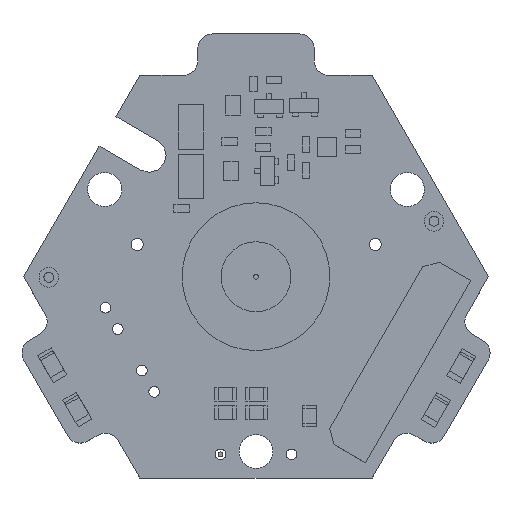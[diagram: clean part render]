
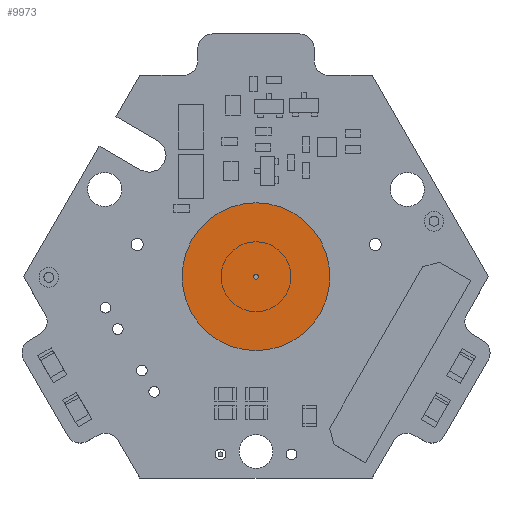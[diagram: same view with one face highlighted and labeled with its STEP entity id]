
A CAD part, top view. The second image highlights one B-rep face of the part: STEP entity #9973.
In plain terms, the highlighted planar face has unit normal (0, 0, 1).
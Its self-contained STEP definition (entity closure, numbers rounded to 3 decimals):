
#9843 = CYLINDRICAL_SURFACE('',#9844,7.62);
#9844 = AXIS2_PLACEMENT_3D('',#9845,#9846,#9847);
#9845 = CARTESIAN_POINT('',(0.,0.,0.));
#9846 = DIRECTION('',(0.,0.,-1.));
#9847 = DIRECTION('',(1.,0.,0.));
#9894 = VERTEX_POINT('',#9895);
#9895 = CARTESIAN_POINT('',(7.62,0.,0.));
#9916 = EDGE_CURVE('',#9894,#9894,#9917,.T.);
#9917 = SURFACE_CURVE('',#9918,(#9923,#9952),.PCURVE_S1.);
#9918 = CIRCLE('',#9919,7.62);
#9919 = AXIS2_PLACEMENT_3D('',#9920,#9921,#9922);
#9920 = CARTESIAN_POINT('',(0.,0.,0.));
#9921 = DIRECTION('',(0.,0.,1.));
#9922 = DIRECTION('',(1.,0.,0.));
#9923 = PCURVE('',#9843,#9924);
#9924 = DEFINITIONAL_REPRESENTATION('',(#9925),#9951);
#9925 = B_SPLINE_CURVE_WITH_KNOTS('',3,(#9926,#9927,#9928,#9929,#9930,
    #9931,#9932,#9933,#9934,#9935,#9936,#9937,#9938,#9939,#9940,#9941,
    #9942,#9943,#9944,#9945,#9946,#9947,#9948,#9949,#9950),
  .UNSPECIFIED.,.F.,.F.,(4,1,1,1,1,1,1,1,1,1,1,1,1,1,1,1,1,1,1,1,1,1,4),
  (0.,0.286,0.571,0.857,1.142,
    1.428,1.714,1.999,2.285,
    2.57,2.856,3.142,3.427,
    3.713,3.998,4.284,4.57,
    4.855,5.141,5.426,5.712,
    5.998,6.283),.QUASI_UNIFORM_KNOTS.);
#9926 = CARTESIAN_POINT('',(6.283,0.));
#9927 = CARTESIAN_POINT('',(6.188,0.));
#9928 = CARTESIAN_POINT('',(5.998,0.));
#9929 = CARTESIAN_POINT('',(5.712,0.));
#9930 = CARTESIAN_POINT('',(5.426,0.));
#9931 = CARTESIAN_POINT('',(5.141,0.));
#9932 = CARTESIAN_POINT('',(4.855,0.));
#9933 = CARTESIAN_POINT('',(4.57,0.));
#9934 = CARTESIAN_POINT('',(4.284,0.));
#9935 = CARTESIAN_POINT('',(3.998,0.));
#9936 = CARTESIAN_POINT('',(3.713,0.));
#9937 = CARTESIAN_POINT('',(3.427,0.));
#9938 = CARTESIAN_POINT('',(3.142,0.));
#9939 = CARTESIAN_POINT('',(2.856,0.));
#9940 = CARTESIAN_POINT('',(2.57,0.));
#9941 = CARTESIAN_POINT('',(2.285,0.));
#9942 = CARTESIAN_POINT('',(1.999,0.));
#9943 = CARTESIAN_POINT('',(1.714,0.));
#9944 = CARTESIAN_POINT('',(1.428,0.));
#9945 = CARTESIAN_POINT('',(1.142,0.));
#9946 = CARTESIAN_POINT('',(0.857,0.));
#9947 = CARTESIAN_POINT('',(0.571,0.));
#9948 = CARTESIAN_POINT('',(0.286,0.));
#9949 = CARTESIAN_POINT('',(0.095,0.));
#9950 = CARTESIAN_POINT('',(0.,0.));
#9951 = ( GEOMETRIC_REPRESENTATION_CONTEXT(2) 
PARAMETRIC_REPRESENTATION_CONTEXT() REPRESENTATION_CONTEXT('2D SPACE',''
  ) );
#9952 = PCURVE('',#9953,#9958);
#9953 = PLANE('',#9954);
#9954 = AXIS2_PLACEMENT_3D('',#9955,#9956,#9957);
#9955 = CARTESIAN_POINT('',(7.62,0.,0.));
#9956 = DIRECTION('',(0.,0.,-1.));
#9957 = DIRECTION('',(-1.,0.,0.));
#9958 = DEFINITIONAL_REPRESENTATION('',(#9959),#9967);
#9959 = ( BOUNDED_CURVE() B_SPLINE_CURVE(2,(#9960,#9961,#9962,#9963,
#9964,#9965,#9966),.UNSPECIFIED.,.F.,.F.) B_SPLINE_CURVE_WITH_KNOTS((1,2
    ,2,2,2,1),(-2.094,0.,2.094,4.189,
6.283,8.378),.UNSPECIFIED.) CURVE() 
GEOMETRIC_REPRESENTATION_ITEM() RATIONAL_B_SPLINE_CURVE((1.,0.5,1.,0.5,
1.,0.5,1.)) REPRESENTATION_ITEM('') );
#9960 = CARTESIAN_POINT('',(0.,0.));
#9961 = CARTESIAN_POINT('',(0.,13.198));
#9962 = CARTESIAN_POINT('',(11.43,6.599));
#9963 = CARTESIAN_POINT('',(22.86,0.));
#9964 = CARTESIAN_POINT('',(11.43,-6.599));
#9965 = CARTESIAN_POINT('',(0.,-13.198));
#9966 = CARTESIAN_POINT('',(0.,0.));
#9967 = ( GEOMETRIC_REPRESENTATION_CONTEXT(2) 
PARAMETRIC_REPRESENTATION_CONTEXT() REPRESENTATION_CONTEXT('2D SPACE',''
  ) );
#9973 = ADVANCED_FACE('',(#9974),#9953,.F.);
#9974 = FACE_BOUND('',#9975,.T.);
#9975 = EDGE_LOOP('',(#9976));
#9976 = ORIENTED_EDGE('',*,*,#9916,.T.);
